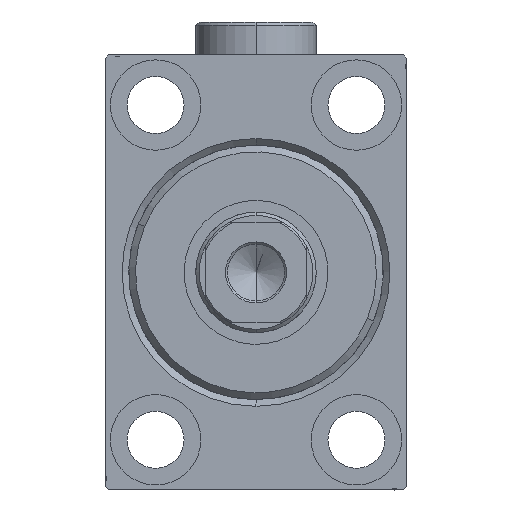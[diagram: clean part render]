
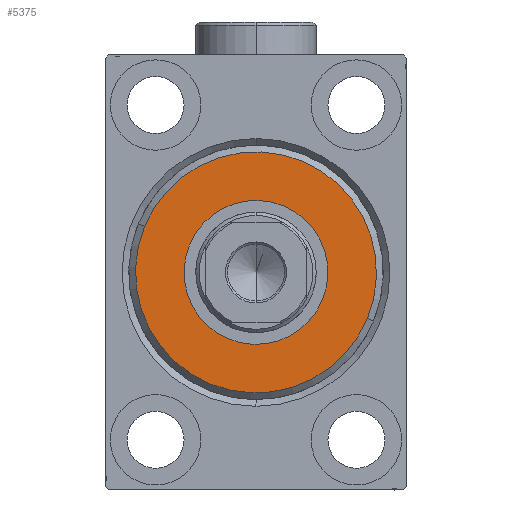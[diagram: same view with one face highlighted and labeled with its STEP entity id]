
A CAD part, left-side view. The second image highlights one B-rep face of the part: STEP entity #5375.
In plain terms, the highlighted face is planar.
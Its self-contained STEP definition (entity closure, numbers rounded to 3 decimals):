
#95 = FACE_OUTER_BOUND ( 'NONE', #43795, .T. ) ;
#2303 = AXIS2_PLACEMENT_3D ( 'NONE', #25576, #44238, #33120 ) ;
#2848 = CARTESIAN_POINT ( 'NONE',  ( 3., 0., 0. ) ) ;
#4134 = DIRECTION ( 'NONE',  ( -1., 0., 0. ) ) ;
#4580 = DIRECTION ( 'NONE',  ( 0., 0., -1. ) ) ;
#5006 = ORIENTED_EDGE ( 'NONE', *, *, #8475, .T. ) ;
#5375 = ADVANCED_FACE ( 'NONE', ( #95, #45139 ), #41943, .T. ) ;
#5860 = EDGE_CURVE ( 'NONE', #6107, #22701, #10388, .T. ) ;
#6107 = VERTEX_POINT ( 'NONE', #25377 ) ;
#7115 = CARTESIAN_POINT ( 'NONE',  ( 3., 0., 0. ) ) ;
#7272 = AXIS2_PLACEMENT_3D ( 'NONE', #7115, #4134, #4580 ) ;
#8122 = VERTEX_POINT ( 'NONE', #29784 ) ;
#8475 = EDGE_CURVE ( 'NONE', #8122, #40115, #39647, .T. ) ;
#10329 = CIRCLE ( 'NONE', #2303, 18. ) ;
#10388 = CIRCLE ( 'NONE', #42494, 10.75 ) ;
#12903 = EDGE_CURVE ( 'NONE', #40115, #8122, #10329, .T. ) ;
#14452 = DIRECTION ( 'NONE',  ( -1., 0., 0. ) ) ;
#17377 = ORIENTED_EDGE ( 'NONE', *, *, #5860, .T. ) ;
#18333 = CARTESIAN_POINT ( 'NONE',  ( 3., 0., 0. ) ) ;
#18974 = CARTESIAN_POINT ( 'NONE',  ( 3., 0., 0. ) ) ;
#19204 = DIRECTION ( 'NONE',  ( 0., 0., -1. ) ) ;
#20469 = DIRECTION ( 'NONE',  ( 0., 0., -1. ) ) ;
#20521 = CARTESIAN_POINT ( 'NONE',  ( 3., 0., 18. ) ) ;
#22404 = DIRECTION ( 'NONE',  ( 1., 0., 0. ) ) ;
#22701 = VERTEX_POINT ( 'NONE', #25489 ) ;
#24068 = ORIENTED_EDGE ( 'NONE', *, *, #39622, .T. ) ;
#25377 = CARTESIAN_POINT ( 'NONE',  ( 3., 0., 10.75 ) ) ;
#25489 = CARTESIAN_POINT ( 'NONE',  ( 3., 0., -10.75 ) ) ;
#25576 = CARTESIAN_POINT ( 'NONE',  ( 3., 0., 0. ) ) ;
#25792 = AXIS2_PLACEMENT_3D ( 'NONE', #18974, #22404, #19204 ) ;
#28026 = DIRECTION ( 'NONE',  ( 1., 0., 0. ) ) ;
#28635 = DIRECTION ( 'NONE',  ( 0., 0., -1. ) ) ;
#29784 = CARTESIAN_POINT ( 'NONE',  ( 3., 0., -18. ) ) ;
#33120 = DIRECTION ( 'NONE',  ( 0., 0., -1. ) ) ;
#36134 = ORIENTED_EDGE ( 'NONE', *, *, #12903, .T. ) ;
#39431 = EDGE_LOOP ( 'NONE', ( #17377, #24068 ) ) ;
#39622 = EDGE_CURVE ( 'NONE', #22701, #6107, #40140, .T. ) ;
#39647 = CIRCLE ( 'NONE', #25792, 18. ) ;
#40115 = VERTEX_POINT ( 'NONE', #20521 ) ;
#40140 = CIRCLE ( 'NONE', #7272, 10.75 ) ;
#41943 = PLANE ( 'NONE',  #44697 ) ;
#42494 = AXIS2_PLACEMENT_3D ( 'NONE', #18333, #14452, #28635 ) ;
#43795 = EDGE_LOOP ( 'NONE', ( #36134, #5006 ) ) ;
#44238 = DIRECTION ( 'NONE',  ( 1., 0., 0. ) ) ;
#44697 = AXIS2_PLACEMENT_3D ( 'NONE', #2848, #28026, #20469 ) ;
#45139 = FACE_BOUND ( 'NONE', #39431, .T. ) ;
